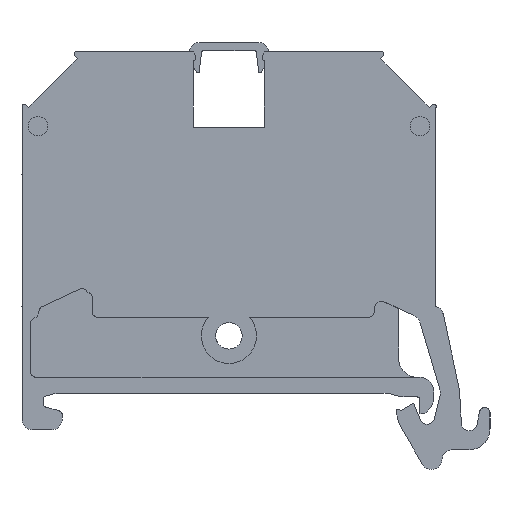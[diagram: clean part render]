
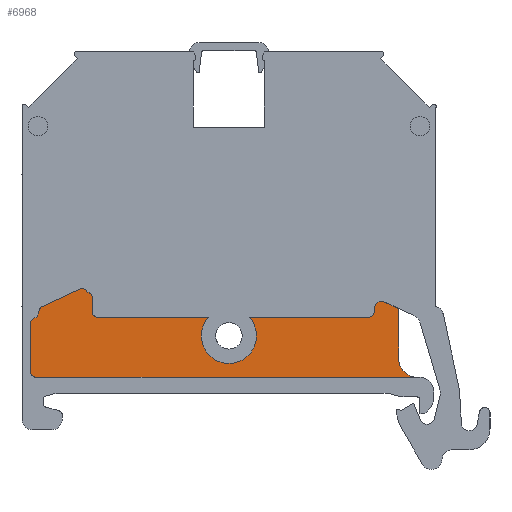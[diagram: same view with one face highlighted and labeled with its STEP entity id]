
A CAD part, left-side view. The second image highlights one B-rep face of the part: STEP entity #6968.
In plain terms, the highlighted planar face has unit normal (-1, 0, 0).
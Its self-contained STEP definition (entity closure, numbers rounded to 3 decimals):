
#3600=AXIS2_PLACEMENT_3D('Circle Axis2P3D',#3598,#3599,$) ;
#3617=AXIS2_PLACEMENT_3D('Circle Axis2P3D',#3615,#3616,$) ;
#3665=AXIS2_PLACEMENT_3D('Circle Axis2P3D',#3663,#3664,$) ;
#3713=AXIS2_PLACEMENT_3D('Circle Axis2P3D',#3711,#3712,$) ;
#3737=AXIS2_PLACEMENT_3D('Circle Axis2P3D',#3735,#3736,$) ;
#5336=AXIS2_PLACEMENT_3D('Circle Axis2P3D',#5334,#5335,$) ;
#5360=AXIS2_PLACEMENT_3D('Circle Axis2P3D',#5358,#5359,$) ;
#5384=AXIS2_PLACEMENT_3D('Circle Axis2P3D',#5382,#5383,$) ;
#5432=AXIS2_PLACEMENT_3D('Circle Axis2P3D',#5430,#5431,$) ;
#5456=AXIS2_PLACEMENT_3D('Circle Axis2P3D',#5454,#5455,$) ;
#5480=AXIS2_PLACEMENT_3D('Circle Axis2P3D',#5478,#5479,$) ;
#5504=AXIS2_PLACEMENT_3D('Circle Axis2P3D',#5502,#5503,$) ;
#5552=AXIS2_PLACEMENT_3D('Circle Axis2P3D',#5550,#5551,$) ;
#6920=AXIS2_PLACEMENT_3D('Plane Axis2P3D',#6917,#6918,#6919) ;
#6931=AXIS2_PLACEMENT_3D('Circle Axis2P3D',#6929,#6930,$) ;
#3564=CARTESIAN_POINT('Vertex',(2.5,26.523,14.35)) ;
#3571=CARTESIAN_POINT('Vertex',(2.5,36.987,14.35)) ;
#3574=CARTESIAN_POINT('Line Origine',(2.5,31.755,14.35)) ;
#3595=CARTESIAN_POINT('Vertex',(2.5,24.6,10.)) ;
#3598=CARTESIAN_POINT('Axis2P3D Location',(2.5,24.6,12.6)) ;
#3615=CARTESIAN_POINT('Axis2P3D Location',(2.5,24.6,12.6)) ;
#3619=CARTESIAN_POINT('Vertex',(2.5,22.677,14.35)) ;
#3639=CARTESIAN_POINT('Line Origine',(2.5,17.044,14.35)) ;
#3643=CARTESIAN_POINT('Vertex',(2.5,11.411,14.35)) ;
#3663=CARTESIAN_POINT('Axis2P3D Location',(2.5,11.411,14.85)) ;
#3667=CARTESIAN_POINT('Vertex',(2.5,10.912,14.85)) ;
#3687=CARTESIAN_POINT('Line Origine',(2.5,10.912,14.998)) ;
#3691=CARTESIAN_POINT('Vertex',(2.5,10.912,15.146)) ;
#3711=CARTESIAN_POINT('Axis2P3D Location',(2.5,10.211,15.146)) ;
#3715=CARTESIAN_POINT('Vertex',(2.5,10.211,15.846)) ;
#3735=CARTESIAN_POINT('Axis2P3D Location',(2.5,10.211,15.146)) ;
#3739=CARTESIAN_POINT('Vertex',(2.5,9.918,15.782)) ;
#3765=CARTESIAN_POINT('Vertex',(2.5,8.599,15.173)) ;
#3785=CARTESIAN_POINT('Line Origine',(2.5,9.259,15.477)) ;
#5238=CARTESIAN_POINT('Vertex',(2.5,6.923,8.7)) ;
#5260=CARTESIAN_POINT('Line Origine',(2.5,24.861,8.7)) ;
#5264=CARTESIAN_POINT('Vertex',(2.5,42.799,8.7)) ;
#5285=CARTESIAN_POINT('Control Point',(2.5,42.799,8.7)) ;
#5286=CARTESIAN_POINT('Control Point',(2.5,42.995,8.7)) ;
#5287=CARTESIAN_POINT('Control Point',(2.5,43.194,8.805)) ;
#5288=CARTESIAN_POINT('Control Point',(2.5,43.299,9.004)) ;
#5289=CARTESIAN_POINT('Control Point',(2.5,43.299,9.2)) ;
#5290=CARTESIAN_POINT('Vertex',(2.5,43.299,9.2)) ;
#5310=CARTESIAN_POINT('Line Origine',(2.5,43.299,11.48)) ;
#5314=CARTESIAN_POINT('Vertex',(2.5,43.299,13.761)) ;
#5334=CARTESIAN_POINT('Axis2P3D Location',(2.5,42.799,13.761)) ;
#5338=CARTESIAN_POINT('Vertex',(2.5,42.991,14.222)) ;
#5358=CARTESIAN_POINT('Axis2P3D Location',(2.5,43.299,14.961)) ;
#5362=CARTESIAN_POINT('Vertex',(2.5,42.5,14.924)) ;
#5382=CARTESIAN_POINT('Axis2P3D Location',(2.5,42.,14.901)) ;
#5386=CARTESIAN_POINT('Vertex',(2.5,42.21,15.355)) ;
#5406=CARTESIAN_POINT('Line Origine',(2.5,40.428,16.177)) ;
#5410=CARTESIAN_POINT('Vertex',(2.5,38.646,17.)) ;
#5430=CARTESIAN_POINT('Axis2P3D Location',(2.5,38.437,16.546)) ;
#5434=CARTESIAN_POINT('Vertex',(2.5,38.437,17.046)) ;
#5454=CARTESIAN_POINT('Axis2P3D Location',(2.5,38.437,16.546)) ;
#5458=CARTESIAN_POINT('Vertex',(2.5,38.057,16.871)) ;
#5478=CARTESIAN_POINT('Axis2P3D Location',(2.5,37.449,17.391)) ;
#5482=CARTESIAN_POINT('Vertex',(2.5,37.78,16.663)) ;
#5502=CARTESIAN_POINT('Axis2P3D Location',(2.5,37.986,16.208)) ;
#5506=CARTESIAN_POINT('Vertex',(2.5,37.486,16.208)) ;
#5526=CARTESIAN_POINT('Line Origine',(2.5,37.486,15.529)) ;
#5530=CARTESIAN_POINT('Vertex',(2.5,37.486,14.85)) ;
#5550=CARTESIAN_POINT('Axis2P3D Location',(2.5,36.987,14.85)) ;
#6917=CARTESIAN_POINT('Axis2P3D Location',(2.5,6.899,10.4)) ;
#6922=CARTESIAN_POINT('Line Origine',(2.5,6.911,8.7)) ;
#6926=CARTESIAN_POINT('Vertex',(2.5,6.899,8.7)) ;
#6929=CARTESIAN_POINT('Axis2P3D Location',(2.5,6.899,10.4)) ;
#6933=CARTESIAN_POINT('Vertex',(2.5,8.599,10.4)) ;
#6936=CARTESIAN_POINT('Line Origine',(2.5,8.599,12.786)) ;
#3575=DIRECTION('Vector Direction',(0.,1.,0.)) ;
#3599=DIRECTION('Axis2P3D Direction',(1.,0.,-0.)) ;
#3616=DIRECTION('Axis2P3D Direction',(1.,0.,-0.)) ;
#3640=DIRECTION('Vector Direction',(0.,1.,0.)) ;
#3664=DIRECTION('Axis2P3D Direction',(1.,0.,-0.)) ;
#3688=DIRECTION('Vector Direction',(0.,0.,-1.)) ;
#3712=DIRECTION('Axis2P3D Direction',(1.,0.,-0.)) ;
#3736=DIRECTION('Axis2P3D Direction',(1.,0.,-0.)) ;
#3786=DIRECTION('Vector Direction',(0.,0.908,0.419)) ;
#5261=DIRECTION('Vector Direction',(0.,-1.,0.)) ;
#5311=DIRECTION('Vector Direction',(0.,0.,-1.)) ;
#5335=DIRECTION('Axis2P3D Direction',(1.,0.,-0.)) ;
#5359=DIRECTION('Axis2P3D Direction',(1.,0.,-0.)) ;
#5383=DIRECTION('Axis2P3D Direction',(1.,0.,-0.)) ;
#5407=DIRECTION('Vector Direction',(0.,0.908,-0.419)) ;
#5431=DIRECTION('Axis2P3D Direction',(1.,0.,-0.)) ;
#5455=DIRECTION('Axis2P3D Direction',(1.,0.,-0.)) ;
#5479=DIRECTION('Axis2P3D Direction',(1.,0.,-0.)) ;
#5503=DIRECTION('Axis2P3D Direction',(1.,0.,-0.)) ;
#5527=DIRECTION('Vector Direction',(0.,0.,1.)) ;
#5551=DIRECTION('Axis2P3D Direction',(1.,0.,-0.)) ;
#6918=DIRECTION('Axis2P3D Direction',(1.,0.,0.)) ;
#6919=DIRECTION('Axis2P3D XDirection',(0.,0.,-1.)) ;
#6923=DIRECTION('Vector Direction',(0.,1.,0.)) ;
#6930=DIRECTION('Axis2P3D Direction',(1.,0.,0.)) ;
#6937=DIRECTION('Vector Direction',(0.,0.,-1.)) ;
#3576=VECTOR('Line Direction',#3575,1.) ;
#3641=VECTOR('Line Direction',#3640,1.) ;
#3689=VECTOR('Line Direction',#3688,1.) ;
#3787=VECTOR('Line Direction',#3786,1.) ;
#5262=VECTOR('Line Direction',#5261,1.) ;
#5312=VECTOR('Line Direction',#5311,1.) ;
#5408=VECTOR('Line Direction',#5407,1.) ;
#5528=VECTOR('Line Direction',#5527,1.) ;
#6924=VECTOR('Line Direction',#6923,1.) ;
#6938=VECTOR('Line Direction',#6937,1.) ;
#6942=ORIENTED_EDGE('',*,*,#3621,.T.) ;
#6943=ORIENTED_EDGE('',*,*,#3602,.T.) ;
#6944=ORIENTED_EDGE('',*,*,#3578,.T.) ;
#6945=ORIENTED_EDGE('',*,*,#5554,.T.) ;
#6946=ORIENTED_EDGE('',*,*,#5532,.T.) ;
#6947=ORIENTED_EDGE('',*,*,#5508,.F.) ;
#6948=ORIENTED_EDGE('',*,*,#5484,.T.) ;
#6949=ORIENTED_EDGE('',*,*,#5460,.F.) ;
#6950=ORIENTED_EDGE('',*,*,#5436,.F.) ;
#6951=ORIENTED_EDGE('',*,*,#5412,.T.) ;
#6952=ORIENTED_EDGE('',*,*,#5388,.F.) ;
#6953=ORIENTED_EDGE('',*,*,#5364,.T.) ;
#6954=ORIENTED_EDGE('',*,*,#5340,.F.) ;
#6955=ORIENTED_EDGE('',*,*,#5316,.T.) ;
#6956=ORIENTED_EDGE('',*,*,#5292,.F.) ;
#6957=ORIENTED_EDGE('',*,*,#5266,.T.) ;
#6958=ORIENTED_EDGE('',*,*,#6928,.F.) ;
#6959=ORIENTED_EDGE('',*,*,#6935,.T.) ;
#6960=ORIENTED_EDGE('',*,*,#6940,.F.) ;
#6961=ORIENTED_EDGE('',*,*,#3789,.T.) ;
#6962=ORIENTED_EDGE('',*,*,#3741,.F.) ;
#6963=ORIENTED_EDGE('',*,*,#3717,.F.) ;
#6964=ORIENTED_EDGE('',*,*,#3693,.T.) ;
#6965=ORIENTED_EDGE('',*,*,#3669,.T.) ;
#6966=ORIENTED_EDGE('',*,*,#3645,.T.) ;
#6968=ADVANCED_FACE('V2',(#6967),#6921,.F.) ;
#5284=B_SPLINE_CURVE_WITH_KNOTS('',4,(#5285,#5286,#5287,#5288,#5289),.UNSPECIFIED.,.F.,.U.,(5,5),(-0.393,0.393),.UNSPECIFIED.) ;
#3601=CIRCLE('generated circle',#3600,2.6) ;
#3618=CIRCLE('generated circle',#3617,2.6) ;
#3666=CIRCLE('generated circle',#3665,0.5) ;
#3714=CIRCLE('generated circle',#3713,0.7) ;
#3738=CIRCLE('generated circle',#3737,0.7) ;
#5337=CIRCLE('generated circle',#5336,0.5) ;
#5361=CIRCLE('generated circle',#5360,0.8) ;
#5385=CIRCLE('generated circle',#5384,0.5) ;
#5433=CIRCLE('generated circle',#5432,0.5) ;
#5457=CIRCLE('generated circle',#5456,0.5) ;
#5481=CIRCLE('generated circle',#5480,0.8) ;
#5505=CIRCLE('generated circle',#5504,0.5) ;
#5553=CIRCLE('generated circle',#5552,0.5) ;
#6932=CIRCLE('generated circle',#6931,1.7) ;
#3578=EDGE_CURVE('',#3565,#3572,#3577,.T.) ;
#3602=EDGE_CURVE('',#3596,#3565,#3601,.T.) ;
#3621=EDGE_CURVE('',#3620,#3596,#3618,.T.) ;
#3645=EDGE_CURVE('',#3644,#3620,#3642,.T.) ;
#3669=EDGE_CURVE('',#3668,#3644,#3666,.T.) ;
#3693=EDGE_CURVE('',#3692,#3668,#3690,.T.) ;
#3717=EDGE_CURVE('',#3692,#3716,#3714,.T.) ;
#3741=EDGE_CURVE('',#3716,#3740,#3738,.T.) ;
#3789=EDGE_CURVE('',#3766,#3740,#3788,.T.) ;
#5266=EDGE_CURVE('',#5265,#5239,#5263,.T.) ;
#5292=EDGE_CURVE('',#5265,#5291,#5284,.T.) ;
#5316=EDGE_CURVE('',#5315,#5291,#5313,.T.) ;
#5340=EDGE_CURVE('',#5315,#5339,#5337,.T.) ;
#5364=EDGE_CURVE('',#5363,#5339,#5361,.T.) ;
#5388=EDGE_CURVE('',#5363,#5387,#5385,.T.) ;
#5412=EDGE_CURVE('',#5411,#5387,#5409,.T.) ;
#5436=EDGE_CURVE('',#5411,#5435,#5433,.T.) ;
#5460=EDGE_CURVE('',#5435,#5459,#5457,.T.) ;
#5484=EDGE_CURVE('',#5483,#5459,#5481,.T.) ;
#5508=EDGE_CURVE('',#5483,#5507,#5505,.T.) ;
#5532=EDGE_CURVE('',#5531,#5507,#5529,.T.) ;
#5554=EDGE_CURVE('',#3572,#5531,#5553,.T.) ;
#6928=EDGE_CURVE('',#6927,#5239,#6925,.T.) ;
#6935=EDGE_CURVE('',#6927,#6934,#6932,.T.) ;
#6940=EDGE_CURVE('',#3766,#6934,#6939,.T.) ;
#6941=EDGE_LOOP('',(#6942,#6943,#6944,#6945,#6946,#6947,#6948,#6949,#6950,#6951,#6952,#6953,#6954,#6955,#6956,#6957,#6958,#6959,#6960,#6961,#6962,#6963,#6964,#6965,#6966)) ;
#6967=FACE_OUTER_BOUND('',#6941,.T.) ;
#3577=LINE('Line',#3574,#3576) ;
#3642=LINE('Line',#3639,#3641) ;
#3690=LINE('Line',#3687,#3689) ;
#3788=LINE('Line',#3785,#3787) ;
#5263=LINE('Line',#5260,#5262) ;
#5313=LINE('Line',#5310,#5312) ;
#5409=LINE('Line',#5406,#5408) ;
#5529=LINE('Line',#5526,#5528) ;
#6925=LINE('Line',#6922,#6924) ;
#6939=LINE('Line',#6936,#6938) ;
#6921=PLANE('',#6920) ;
#3565=VERTEX_POINT('',#3564) ;
#3572=VERTEX_POINT('',#3571) ;
#3596=VERTEX_POINT('',#3595) ;
#3620=VERTEX_POINT('',#3619) ;
#3644=VERTEX_POINT('',#3643) ;
#3668=VERTEX_POINT('',#3667) ;
#3692=VERTEX_POINT('',#3691) ;
#3716=VERTEX_POINT('',#3715) ;
#3740=VERTEX_POINT('',#3739) ;
#3766=VERTEX_POINT('',#3765) ;
#5239=VERTEX_POINT('',#5238) ;
#5265=VERTEX_POINT('',#5264) ;
#5291=VERTEX_POINT('',#5290) ;
#5315=VERTEX_POINT('',#5314) ;
#5339=VERTEX_POINT('',#5338) ;
#5363=VERTEX_POINT('',#5362) ;
#5387=VERTEX_POINT('',#5386) ;
#5411=VERTEX_POINT('',#5410) ;
#5435=VERTEX_POINT('',#5434) ;
#5459=VERTEX_POINT('',#5458) ;
#5483=VERTEX_POINT('',#5482) ;
#5507=VERTEX_POINT('',#5506) ;
#5531=VERTEX_POINT('',#5530) ;
#6927=VERTEX_POINT('',#6926) ;
#6934=VERTEX_POINT('',#6933) ;
